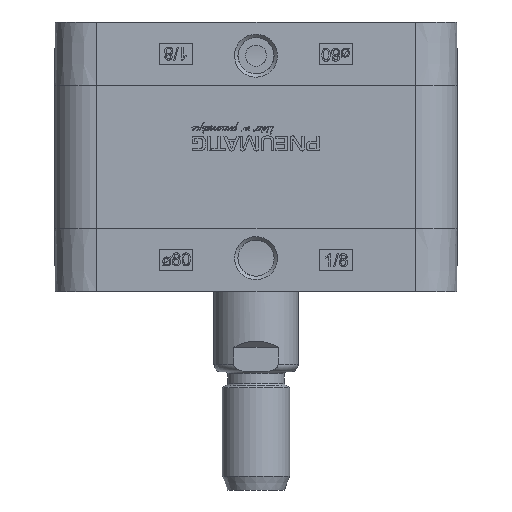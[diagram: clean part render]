
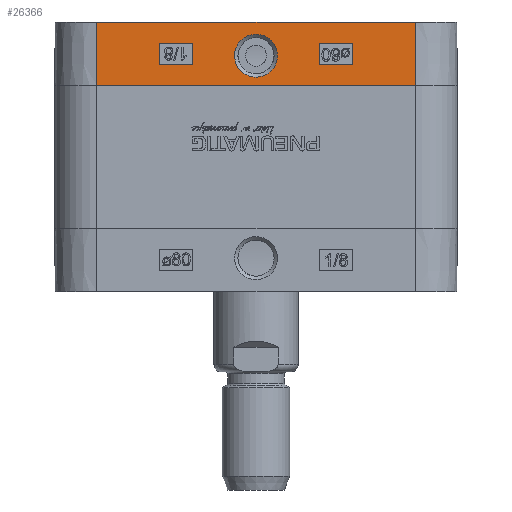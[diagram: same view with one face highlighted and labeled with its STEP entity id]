
A CAD part, left-side view. The second image highlights one B-rep face of the part: STEP entity #26366.
In plain terms, the highlighted planar face has unit normal (-1, 0, 0.009).
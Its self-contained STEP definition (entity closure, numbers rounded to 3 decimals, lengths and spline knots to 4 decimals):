
#894=LINE($,#33845,#2945);
#937=LINE($,#34036,#2988);
#1150=LINE($,#35631,#3201);
#1152=LINE($,#35635,#3203);
#1154=LINE($,#35639,#3205);
#1156=LINE($,#35642,#3207);
#1158=LINE($,#35648,#3209);
#1160=LINE($,#35652,#3211);
#1162=LINE($,#35656,#3213);
#1164=LINE($,#35659,#3215);
#1166=LINE($,#35747,#3217);
#1167=LINE($,#35748,#3218);
#2945=VECTOR($,#29176,7.55);
#2988=VECTOR($,#29295,7.55);
#3201=VECTOR($,#29794,0.5);
#3203=VECTOR($,#29798,0.8);
#3205=VECTOR($,#29802,0.5);
#3207=VECTOR($,#29806,0.8);
#3209=VECTOR($,#29812,0.5);
#3211=VECTOR($,#29816,0.8);
#3213=VECTOR($,#29820,0.5);
#3215=VECTOR($,#29824,0.8);
#3217=VECTOR($,#29830,1.5001);
#3218=VECTOR($,#29831,1.5001);
#5096=PLANE($,#28005);
#5569=FACE_BOUND($,#7901,.T.);
#5570=FACE_BOUND($,#7902,.T.);
#5571=FACE_BOUND($,#7903,.T.);
#6312=FACE_OUTER_BOUND($,#7900,.T.);
#7900=EDGE_LOOP($,(#18736,#18737,#18738,#18739));
#7901=EDGE_LOOP($,(#18740,#18741,#18742,#18743));
#7902=EDGE_LOOP($,(#18744,#18745,#18746,#18747));
#7903=EDGE_LOOP($,(#18748));
#9575=B_SPLINE_CURVE_WITH_KNOTS($,3,(#35703,#35704,#35705,#35706,#35707,
#35708,#35709,#35710,#35711,#35712,#35713,#35714,#35715,#35716,#35717,#35718,
#35719,#35720,#35721,#35722,#35723,#35724,#35725,#35726,#35727,#35728,#35729,
#35730,#35731,#35732,#35733,#35734,#35735,#35736,#35737,#35738,#35739,#35740,
#35741,#35742,#35743,#35744,#35745),.UNSPECIFIED.,.T.,.F.,(4,3,3,3,3,3,
3,3,3,3,3,3,3,3,4),(0.,0.2286,0.4735,0.8182,
1.2178,1.4139,1.7275,1.8821,2.1317,
2.4917,2.8757,3.059,3.3612,3.5136,
3.7418),.UNSPECIFIED.);
#11086=VERTEX_POINT($,#33842);
#11087=VERTEX_POINT($,#33844);
#11162=VERTEX_POINT($,#34033);
#11163=VERTEX_POINT($,#34035);
#11461=VERTEX_POINT($,#35628);
#11462=VERTEX_POINT($,#35630);
#11463=VERTEX_POINT($,#35634);
#11464=VERTEX_POINT($,#35638);
#11465=VERTEX_POINT($,#35645);
#11466=VERTEX_POINT($,#35647);
#11467=VERTEX_POINT($,#35651);
#11468=VERTEX_POINT($,#35655);
#11469=VERTEX_POINT($,#35701);
#13825=EDGE_CURVE($,#11087,#11086,#894,.T.);
#13901=EDGE_CURVE($,#11163,#11162,#937,.T.);
#14302=EDGE_CURVE($,#11462,#11461,#1150,.T.);
#14304=EDGE_CURVE($,#11463,#11462,#1152,.T.);
#14306=EDGE_CURVE($,#11464,#11463,#1154,.T.);
#14308=EDGE_CURVE($,#11461,#11464,#1156,.T.);
#14310=EDGE_CURVE($,#11466,#11465,#1158,.T.);
#14312=EDGE_CURVE($,#11467,#11466,#1160,.T.);
#14314=EDGE_CURVE($,#11468,#11467,#1162,.T.);
#14316=EDGE_CURVE($,#11465,#11468,#1164,.T.);
#14318=EDGE_CURVE($,#11469,#11469,#9575,.T.);
#14319=EDGE_CURVE($,#11163,#11086,#1166,.T.);
#14320=EDGE_CURVE($,#11162,#11087,#1167,.T.);
#18736=ORIENTED_EDGE($,*,*,#13825,.T.);
#18737=ORIENTED_EDGE($,*,*,#14319,.F.);
#18738=ORIENTED_EDGE($,*,*,#13901,.T.);
#18739=ORIENTED_EDGE($,*,*,#14320,.T.);
#18740=ORIENTED_EDGE($,*,*,#14302,.T.);
#18741=ORIENTED_EDGE($,*,*,#14308,.T.);
#18742=ORIENTED_EDGE($,*,*,#14306,.T.);
#18743=ORIENTED_EDGE($,*,*,#14304,.T.);
#18744=ORIENTED_EDGE($,*,*,#14310,.T.);
#18745=ORIENTED_EDGE($,*,*,#14316,.T.);
#18746=ORIENTED_EDGE($,*,*,#14314,.T.);
#18747=ORIENTED_EDGE($,*,*,#14312,.T.);
#18748=ORIENTED_EDGE($,*,*,#14318,.F.);
#26366=ADVANCED_FACE($,(#6312,#5569,#5570,#5571),#5096,.T.);
#28005=AXIS2_PLACEMENT_3D($,#35746,#29828,#29829);
#29176=DIRECTION($,(0.,1.,0.));
#29295=DIRECTION($,(0.,-1.,0.));
#29794=DIRECTION($,(-0.009,0.,-1.));
#29798=DIRECTION($,(0.,-1.,0.));
#29802=DIRECTION($,(0.009,0.,1.));
#29806=DIRECTION($,(0.,1.,0.));
#29812=DIRECTION($,(-0.009,0.,-1.));
#29816=DIRECTION($,(0.,-1.,0.));
#29820=DIRECTION($,(0.009,0.,1.));
#29824=DIRECTION($,(0.,1.,0.));
#29828=DIRECTION('center_axis',(-1.,0.,0.009));
#29829=DIRECTION('ref_axis',(0.009,0.,
1.));
#29830=DIRECTION($,(0.009,0.,1.));
#29831=DIRECTION($,(0.009,0.,1.));
#33842=CARTESIAN_POINT('',(-4.7619,3.775,4.9));
#33844=CARTESIAN_POINT('',(-4.7619,-3.775,4.9));
#33845=CARTESIAN_POINT($,(-4.7619,-3.775,4.9));
#34033=CARTESIAN_POINT('',(-4.775,-3.775,3.4));
#34035=CARTESIAN_POINT('',(-4.775,3.775,3.4));
#34036=CARTESIAN_POINT($,(-4.775,3.775,3.4));
#35628=CARTESIAN_POINT('',(-4.7706,1.5,3.9));
#35630=CARTESIAN_POINT('',(-4.7663,1.5,4.4));
#35631=CARTESIAN_POINT($,(-4.7663,1.5,4.4));
#35634=CARTESIAN_POINT('',(-4.7663,2.3,4.4));
#35635=CARTESIAN_POINT($,(-4.7663,2.3,4.4));
#35638=CARTESIAN_POINT('',(-4.7706,2.3,3.9));
#35639=CARTESIAN_POINT($,(-4.7706,2.3,3.9));
#35642=CARTESIAN_POINT($,(-4.7706,1.5,3.9));
#35645=CARTESIAN_POINT('',(-4.7706,-2.3,3.9));
#35647=CARTESIAN_POINT('',(-4.7663,-2.3,4.4));
#35648=CARTESIAN_POINT($,(-4.7663,-2.3,4.4));
#35651=CARTESIAN_POINT('',(-4.7663,-1.5,4.4));
#35652=CARTESIAN_POINT($,(-4.7663,-1.5,4.4));
#35655=CARTESIAN_POINT('',(-4.7706,-1.5,3.9));
#35656=CARTESIAN_POINT($,(-4.7706,-1.5,3.9));
#35659=CARTESIAN_POINT($,(-4.7706,-2.3,3.9));
#35701=CARTESIAN_POINT('',(-4.7733,-0.0001,3.5914));
#35703=CARTESIAN_POINT('Ctrl Pts',(-4.7644,0.0002,
4.6093));
#35704=CARTESIAN_POINT('Ctrl Pts',(-4.7644,0.0764,
4.6094));
#35705=CARTESIAN_POINT('Ctrl Pts',(-4.7646,0.1548,
4.5921));
#35706=CARTESIAN_POINT('Ctrl Pts',(-4.7649,0.2213,4.5601));
#35707=CARTESIAN_POINT('Ctrl Pts',(-4.7652,0.2926,
4.5258));
#35708=CARTESIAN_POINT('Ctrl Pts',(-4.7655,0.3415,
4.483));
#35709=CARTESIAN_POINT('Ctrl Pts',(-4.7659,0.3814,
4.4375));
#35710=CARTESIAN_POINT('Ctrl Pts',(-4.7665,0.4376,
4.3735));
#35711=CARTESIAN_POINT('Ctrl Pts',(-4.7672,0.4784,
4.2954));
#35712=CARTESIAN_POINT('Ctrl Pts',(-4.7679,0.4969,
4.214));
#35713=CARTESIAN_POINT('Ctrl Pts',(-4.7687,0.5184,
4.1196));
#35714=CARTESIAN_POINT('Ctrl Pts',(-4.7696,0.5108,4.0169));
#35715=CARTESIAN_POINT('Ctrl Pts',(-4.7704,0.477,
3.9243));
#35716=CARTESIAN_POINT('Ctrl Pts',(-4.7708,0.4604,3.8788));
#35717=CARTESIAN_POINT('Ctrl Pts',(-4.7712,0.436,
3.8305));
#35718=CARTESIAN_POINT('Ctrl Pts',(-4.7717,0.3981,
3.7831));
#35719=CARTESIAN_POINT('Ctrl Pts',(-4.7723,0.3376,3.7073));
#35720=CARTESIAN_POINT('Ctrl Pts',(-4.7729,0.2468,3.645));
#35721=CARTESIAN_POINT('Ctrl Pts',(-4.7731,0.1483,
3.6144));
#35722=CARTESIAN_POINT('Ctrl Pts',(-4.7733,0.0998,
3.5992));
#35723=CARTESIAN_POINT('Ctrl Pts',(-4.7733,0.0491,
3.5914));
#35724=CARTESIAN_POINT('Ctrl Pts',(-4.7733,-0.0001,
3.5914));
#35725=CARTESIAN_POINT('Ctrl Pts',(-4.7733,-0.0794,
3.5914));
#35726=CARTESIAN_POINT('Ctrl Pts',(-4.7732,-0.142,
3.609));
#35727=CARTESIAN_POINT('Ctrl Pts',(-4.773,-0.1961,
3.6317));
#35728=CARTESIAN_POINT('Ctrl Pts',(-4.7727,-0.274,
3.6645));
#35729=CARTESIAN_POINT('Ctrl Pts',(-4.7723,-0.344,
3.715));
#35730=CARTESIAN_POINT('Ctrl Pts',(-4.7717,-0.3985,
3.7832));
#35731=CARTESIAN_POINT('Ctrl Pts',(-4.771,-0.4566,
3.8559));
#35732=CARTESIAN_POINT('Ctrl Pts',(-4.7702,-0.4978,
3.955));
#35733=CARTESIAN_POINT('Ctrl Pts',(-4.7693,-0.5072,
4.0573));
#35734=CARTESIAN_POINT('Ctrl Pts',(-4.7688,-0.5117,
4.106));
#35735=CARTESIAN_POINT('Ctrl Pts',(-4.7684,-0.5102,
4.1575));
#35736=CARTESIAN_POINT('Ctrl Pts',(-4.7679,-0.4972,
4.2141));
#35737=CARTESIAN_POINT('Ctrl Pts',(-4.7671,-0.4759,
4.3074));
#35738=CARTESIAN_POINT('Ctrl Pts',(-4.7662,-0.4212,
4.4028));
#35739=CARTESIAN_POINT('Ctrl Pts',(-4.7656,-0.347,
4.4725));
#35740=CARTESIAN_POINT('Ctrl Pts',(-4.7653,-0.3096,
4.5076));
#35741=CARTESIAN_POINT('Ctrl Pts',(-4.7651,-0.2671,
4.5373));
#35742=CARTESIAN_POINT('Ctrl Pts',(-4.7649,-0.2209,
4.5595));
#35743=CARTESIAN_POINT('Ctrl Pts',(-4.7646,-0.1519,
4.5928));
#35744=CARTESIAN_POINT('Ctrl Pts',(-4.7644,-0.0758,
4.6091));
#35745=CARTESIAN_POINT('Ctrl Pts',(-4.7644,0.0002,
4.6093));
#35746=CARTESIAN_POINT('Origin',(-4.775,0.,3.4));
#35747=CARTESIAN_POINT($,(-4.775,3.775,3.4));
#35748=CARTESIAN_POINT($,(-4.775,-3.775,3.4));
